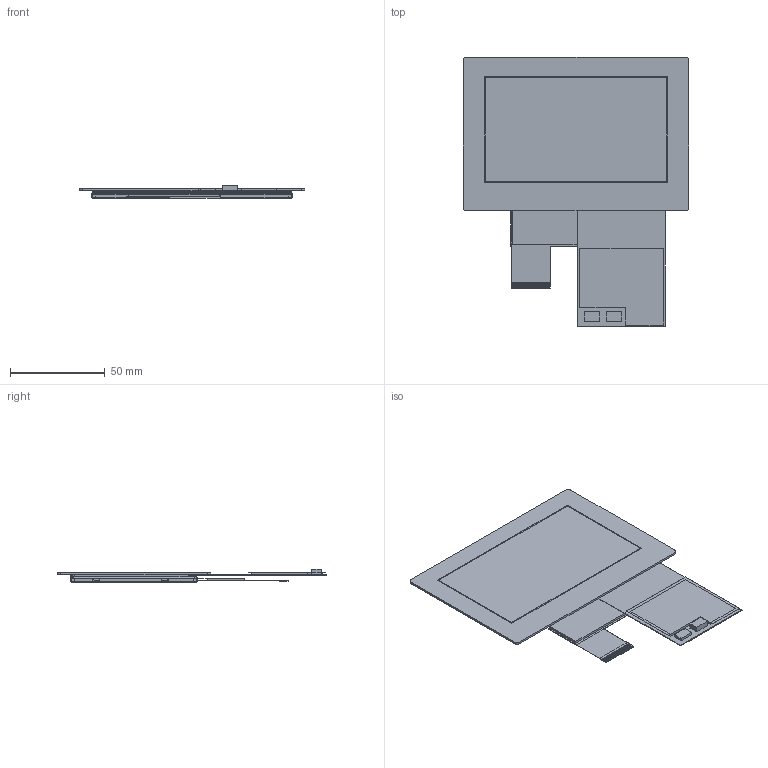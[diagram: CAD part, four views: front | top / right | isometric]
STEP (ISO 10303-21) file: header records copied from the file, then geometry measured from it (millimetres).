
FILE_DESCRIPTION(/* description */ (''),/* implementation_level */ '2;1');
FILE_NAME(/* name */ 'HP_TK-SPA043WQ-101.stp',/* time_stamp */ '2025-09-03T14:27:56+09:00',/* author */ (''),/* organization */ (''),/* preprocessor_version */ 'ST-DEVELOPER v20',/* originating_system */ 'Autodesk Inventor 2024',/* authorisation */ '');
FILE_SCHEMA (('AUTOMOTIVE_DESIGN { 1 0 10303 214 3 1 1 }'));
Length unit declared in the file: millimetre
Products named in the file (1): HP_TK-SPA043WQ-101
Bounding box: 119 x 142.1 x 6.94 mm (x, y, z)
Volume: 37102.3 mm3; surface area: 45438.3 mm2
Topology: 1 solids, 2 shells, 425 faces, 1185 edges, 768 vertices
Faces by surface type: plane 373, cylinder 44, bspline 8
Entity records: 14308 total; most frequent: CARTESIAN_POINT 3343, ORIENTED_EDGE 2370, DIRECTION 2078, EDGE_CURVE 1185, LINE 1078, VECTOR 1078, VERTEX_POINT 768, AXIS2_PLACEMENT_3D 500
